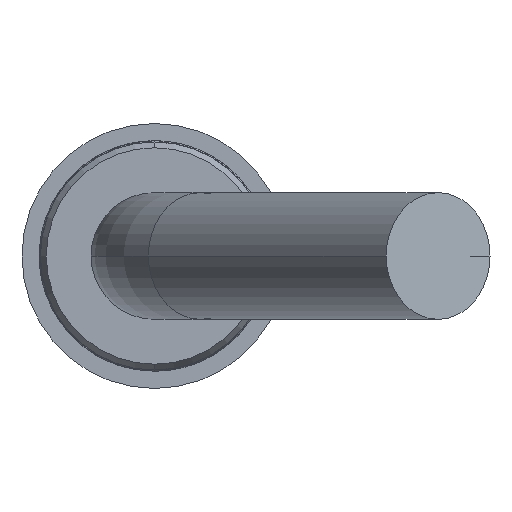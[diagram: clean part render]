
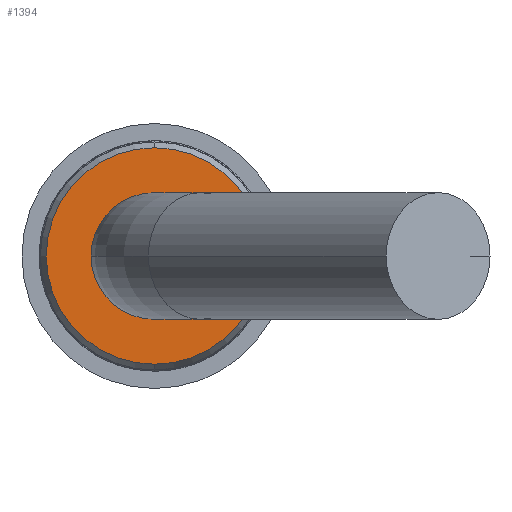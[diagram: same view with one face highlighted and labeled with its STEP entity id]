
A CAD part, front view. The second image highlights one B-rep face of the part: STEP entity #1394.
In plain terms, the highlighted planar face has unit normal (0, -1, 0).
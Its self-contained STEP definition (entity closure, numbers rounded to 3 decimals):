
#46 = DIRECTION ( 'NONE',  ( 0., 0., -1. ) ) ;
#66 = AXIS2_PLACEMENT_3D ( 'NONE', #1967, #1073, #150 ) ;
#150 = DIRECTION ( 'NONE',  ( 0., 0., -1. ) ) ;
#294 = DIRECTION ( 'NONE',  ( 0., 1., 0. ) ) ;
#360 = EDGE_LOOP ( 'NONE', ( #1102, #2122 ) ) ;
#409 = DIRECTION ( 'NONE',  ( 0., 1., 0. ) ) ;
#477 = PLANE ( 'NONE',  #1247 ) ;
#553 = VERTEX_POINT ( 'NONE', #572 ) ;
#570 = AXIS2_PLACEMENT_3D ( 'NONE', #1180, #294, #1531 ) ;
#572 = CARTESIAN_POINT ( 'NONE',  ( 0., -43.5, -0.47 ) ) ;
#578 = DIRECTION ( 'NONE',  ( 0., 0., -1. ) ) ;
#692 = CIRCLE ( 'NONE', #66, 0.47 ) ;
#697 = EDGE_CURVE ( 'Defeature ausgef�hrt1_10+Defeature ausgef�hrt1_2+Defeature ausgef�hrt1_2+Defeature ausgef�hrt1_2', #3731, #1080, #1926, .T. ) ;
#728 = FACE_BOUND ( 'NONE', #360, .T. ) ;
#1073 = DIRECTION ( 'NONE',  ( 0., -1., 0. ) ) ;
#1080 = VERTEX_POINT ( 'NONE', #1903 ) ;
#1102 = ORIENTED_EDGE ( 'NONE', *, *, #697, .T. ) ;
#1109 = CARTESIAN_POINT ( 'NONE',  ( 0., -43.5, 0.47 ) ) ;
#1180 = CARTESIAN_POINT ( 'NONE',  ( 0., -43.5, 0. ) ) ;
#1213 = VERTEX_POINT ( 'NONE', #1109 ) ;
#1247 = AXIS2_PLACEMENT_3D ( 'NONE', #1640, #1602, #46 ) ;
#1358 = ORIENTED_EDGE ( 'NONE', *, *, #2922, .T. ) ;
#1394 = ADVANCED_FACE ( 'Defeature ausgef�hrt1_10', ( #728, #1957 ), #477, .T. ) ;
#1531 = DIRECTION ( 'NONE',  ( 0., 0., 1. ) ) ;
#1602 = DIRECTION ( 'NONE',  ( 0., -1., 0. ) ) ;
#1640 = CARTESIAN_POINT ( 'NONE',  ( 0., -43.5, 0. ) ) ;
#1739 = AXIS2_PLACEMENT_3D ( 'NONE', #3265, #2405, #578 ) ;
#1753 = CIRCLE ( 'NONE', #570, 0.275 ) ;
#1903 = CARTESIAN_POINT ( 'NONE',  ( 0.275, -43.5, 0. ) ) ;
#1908 = DIRECTION ( 'NONE',  ( 0., 0., 1. ) ) ;
#1926 = CIRCLE ( 'NONE', #3624, 0.275 ) ;
#1957 = FACE_OUTER_BOUND ( 'NONE', #3023, .T. ) ;
#1967 = CARTESIAN_POINT ( 'NONE',  ( 0., -43.5, 0. ) ) ;
#1990 = CIRCLE ( 'NONE', #1739, 0.47 ) ;
#2122 = ORIENTED_EDGE ( 'NONE', *, *, #2868, .T. ) ;
#2363 = EDGE_CURVE ( 'Defeature ausgef�hrt1_10+Defeature ausgef�hrt1_11+Defeature ausgef�hrt1_11+Defeature ausgef�hrt1_11', #553, #1213, #692, .T. ) ;
#2405 = DIRECTION ( 'NONE',  ( 0., -1., 0. ) ) ;
#2868 = EDGE_CURVE ( 'Defeature ausgef�hrt1_10+Defeature ausgef�hrt1_2+Defeature ausgef�hrt1_2+Defeature ausgef�hrt1_2', #1080, #3731, #1753, .T. ) ;
#2922 = EDGE_CURVE ( 'Defeature ausgef�hrt1_10+Defeature ausgef�hrt1_11+Defeature ausgef�hrt1_11+Defeature ausgef�hrt1_11', #1213, #553, #1990, .T. ) ;
#3023 = EDGE_LOOP ( 'NONE', ( #3304, #1358 ) ) ;
#3109 = CARTESIAN_POINT ( 'NONE',  ( 0., -43.5, 0. ) ) ;
#3265 = CARTESIAN_POINT ( 'NONE',  ( 0., -43.5, 0. ) ) ;
#3304 = ORIENTED_EDGE ( 'NONE', *, *, #2363, .T. ) ;
#3624 = AXIS2_PLACEMENT_3D ( 'NONE', #3109, #409, #1908 ) ;
#3695 = CARTESIAN_POINT ( 'NONE',  ( -0.275, -43.5, 0. ) ) ;
#3731 = VERTEX_POINT ( 'NONE', #3695 ) ;
